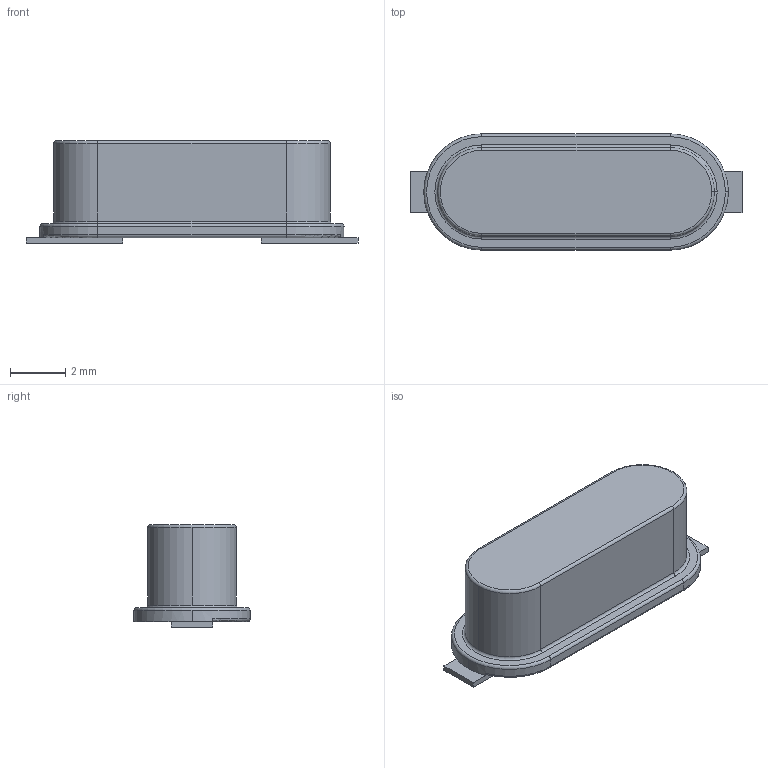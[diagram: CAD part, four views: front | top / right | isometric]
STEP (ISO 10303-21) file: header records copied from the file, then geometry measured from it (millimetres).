
FILE_DESCRIPTION (( 'STEP AP214' ), '1' );
FILE_NAME ('XTAL-S.STEP', '2011-08-14T14:41:17', ( '微软用户' ), ( '微软中国' ), 'SwSTEP 2.0', 'SolidWorks 2011', '' );
FILE_SCHEMA (( 'AUTOMOTIVE_DESIGN' ));
Length unit declared in the file: millimetre
Products named in the file (1): XTAL-S
Bounding box: 12 x 4.2 x 3.7 mm (x, y, z)
Volume: 112.6 mm3; surface area: 172.8 mm2
Topology: 1 solids, 1 shells, 43 faces, 104 edges, 64 vertices
Faces by surface type: plane 19, cylinder 13, torus 11
Entity records: 1790 total; most frequent: CARTESIAN_POINT 242, DIRECTION 237, ORIENTED_EDGE 208, EDGE_CURVE 104, AXIS2_PLACEMENT_3D 91, VERTEX_POINT 64, LINE 55, VECTOR 55
